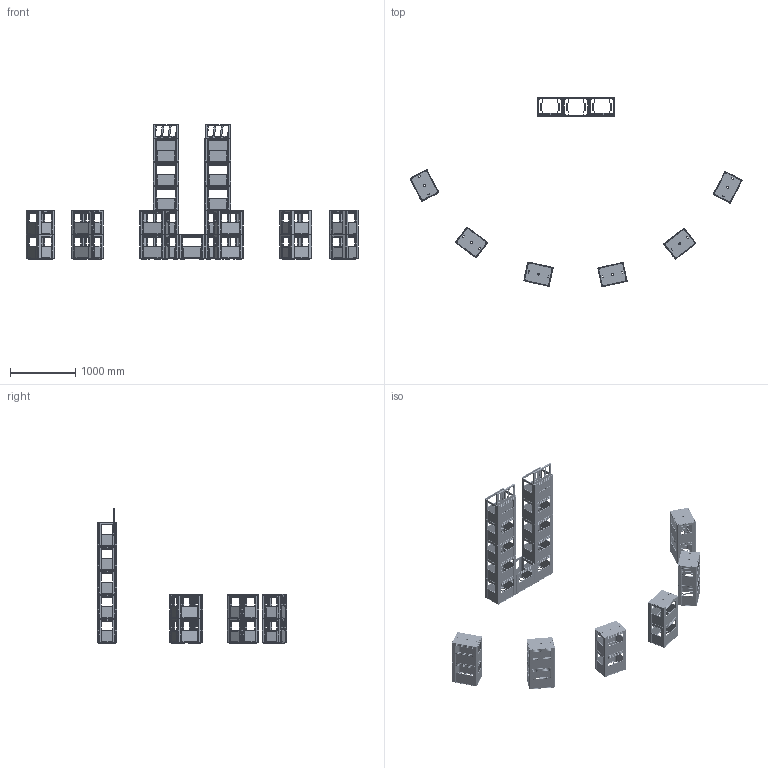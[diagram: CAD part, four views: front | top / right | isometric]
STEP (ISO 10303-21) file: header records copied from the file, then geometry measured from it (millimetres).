
FILE_DESCRIPTION(/* description */ (''),/* implementation_level */ '2;1');
FILE_NAME(/* name */ '241209_Exponat_#001.stp',/* time_stamp */ '2025-06-03T15:14:50+02:00',/* author */ ('clehmann'),/* organization */ (''),/* preprocessor_version */ 'ST-DEVELOPER v20',/* originating_system */ 'Autodesk Inventor 2025',/* authorisation */ '');
FILE_SCHEMA (('AUTOMOTIVE_DESIGN { 1 0 10303 214 3 1 1 }'));
Length unit declared in the file: millimetre
Products named in the file (8): #16455; 241209_Anzeige_001; 241209_Digitalanzeige_001; 241127_001_Grundplatte Nummer Anzeige; 241127_001_Grundplatte Nummer Anzeige_Front; 241209_Knopf_001; 241209_Harasse_001; 250124_Abdeckplatte Druckknopf_Holz_002
Assembly tree (20 placements, depth 4):
  #16455
    241209_Anzeige_001  x2
      241209_Harasse_001
      241209_Digitalanzeige_001
        241127_001_Grundplatte Nummer Anzeige
        241127_001_Grundplatte Nummer Anzeige_Front
    241209_Harasse_001
    241209_Knopf_001  x6
      241209_Harasse_001
      250124_Abdeckplatte Druckknopf_Holz_002
Bounding box: 5085.22 x 2898.92 x 2065.25 mm (x, y, z)
Volume: 86120166.2 mm3; surface area: 21867357.2 mm2
Topology: 33 solids, 33 shells, 9464 faces, 23387 edges, 13322 vertices
Faces by surface type: cylinder 4505, plane 2015, bspline 1840, torus 1104
Full cylindrical faces by diameter (mm): 15 x6, 30 x6
Entity records: 16445 total; most frequent: CARTESIAN_POINT 5059, DIRECTION 2372, ORIENTED_EDGE 2292, EDGE_CURVE 1146, AXIS2_PLACEMENT_3D 885, VERTEX_POINT 692, LINE 602, VECTOR 602
